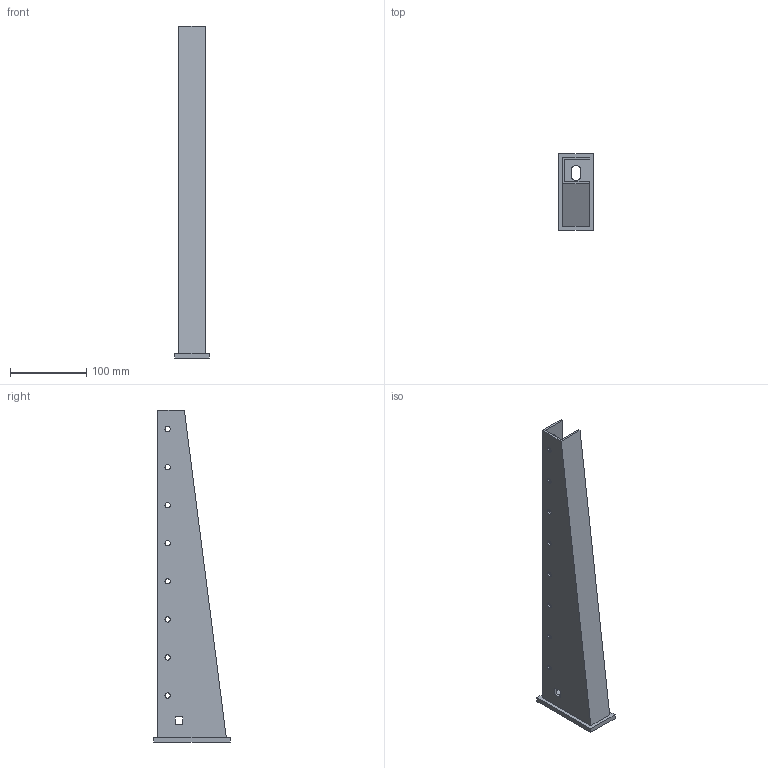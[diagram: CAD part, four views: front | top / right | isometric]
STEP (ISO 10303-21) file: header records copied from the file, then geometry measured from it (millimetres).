
FILE_DESCRIPTION (( 'STEP AP214' ), '1' );
FILE_NAME ('岓臍 192.10.00-02.STEP', '2023-06-15T11:49:12', ( '' ), ( '' ), 'SwSTEP 2.0', 'SolidWorks 2022', '' );
FILE_SCHEMA (( 'AUTOMOTIVE_DESIGN' ));
Length unit declared in the file: millimetre
Products named in the file (1): КИВА 192.10.00-02
Bounding box: 45 x 100 x 436 mm (x, y, z)
Volume: 156809.4 mm3; surface area: 119921.7 mm2
Topology: 1 solids, 1 shells, 74 faces, 213 edges, 142 vertices
Faces by surface type: cylinder 39, plane 35
Entity records: 2557 total; most frequent: DIRECTION 441, CARTESIAN_POINT 430, ORIENTED_EDGE 426, EDGE_CURVE 213, AXIS2_PLACEMENT_3D 153, VERTEX_POINT 142, LINE 135, VECTOR 135
